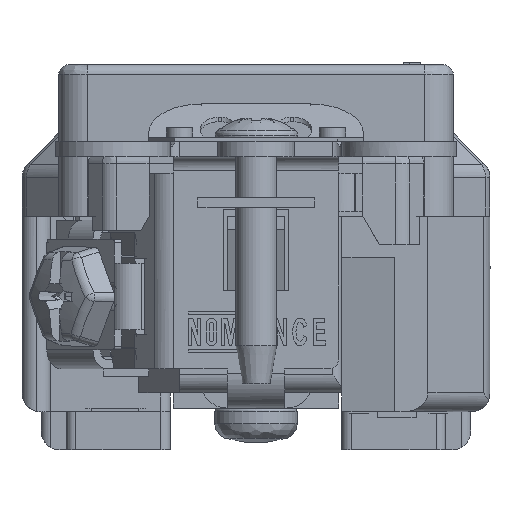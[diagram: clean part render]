
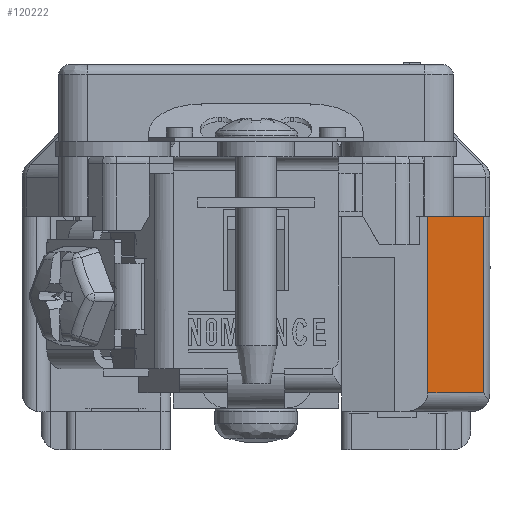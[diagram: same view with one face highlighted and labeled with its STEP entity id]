
A CAD part, front view. The second image highlights one B-rep face of the part: STEP entity #120222.
In plain terms, the highlighted planar face has unit normal (0.766, -0.643, 0).
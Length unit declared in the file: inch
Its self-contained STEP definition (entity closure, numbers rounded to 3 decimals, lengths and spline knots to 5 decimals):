
#2048 = EDGE_LOOP ( 'NONE', ( #122767, #64621, #210174, #113567 ) ) ;
#3611 = CARTESIAN_POINT ( 'NONE',  ( 0.80516, -0.99975, 0.4395 ) ) ;
#4696 = CARTESIAN_POINT ( 'NONE',  ( 0.74374, -1.07295, -0.258 ) ) ;
#16812 = LINE ( 'NONE', #105774, #51170 ) ;
#17169 = EDGE_CURVE ( 'NONE', #187539, #164078, #16812, .T. ) ;
#42911 = DIRECTION ( 'NONE',  ( 0.643, 0.766, 0. ) ) ;
#46418 = CARTESIAN_POINT ( 'NONE',  ( 0.56246, -1.289, 0.4395 ) ) ;
#51170 = VECTOR ( 'NONE', #70082, 39.37008 ) ;
#58156 = EDGE_CURVE ( 'NONE', #164078, #203891, #207746, .T. ) ;
#60070 = VECTOR ( 'NONE', #135326, 39.37008 ) ;
#64621 = ORIENTED_EDGE ( 'NONE', *, *, #58156, .F. ) ;
#70082 = DIRECTION ( 'NONE',  ( -0.643, -0.766, 0. ) ) ;
#72599 = VECTOR ( 'NONE', #218566, 39.37008 ) ;
#74548 = DIRECTION ( 'NONE',  ( 0.643, 0.766, 0. ) ) ;
#83949 = AXIS2_PLACEMENT_3D ( 'NONE', #3611, #92401, #74548 ) ;
#84994 = EDGE_CURVE ( 'NONE', #203891, #120472, #206583, .T. ) ;
#92401 = DIRECTION ( 'NONE',  ( -0.766, 0.643, 0. ) ) ;
#92790 = CARTESIAN_POINT ( 'NONE',  ( 0.74374, -1.07295, 0.4395 ) ) ;
#105774 = CARTESIAN_POINT ( 'NONE',  ( 1.61061, -0.03985, -0.258 ) ) ;
#113567 = ORIENTED_EDGE ( 'NONE', *, *, #119545, .F. ) ;
#113980 = CARTESIAN_POINT ( 'NONE',  ( 0.56246, -1.289, -0.258 ) ) ;
#119545 = EDGE_CURVE ( 'NONE', #120472, #187539, #146253, .T. ) ;
#120222 = ADVANCED_FACE ( 'NONE', ( #158991 ), #233660, .F. ) ;
#120472 = VERTEX_POINT ( 'NONE', #175373 ) ;
#122767 = ORIENTED_EDGE ( 'NONE', *, *, #84994, .F. ) ;
#135326 = DIRECTION ( 'NONE',  ( 0., 0., 1. ) ) ;
#146253 = LINE ( 'NONE', #92790, #72599 ) ;
#150872 = CARTESIAN_POINT ( 'NONE',  ( 0.56246, -1.289, 0.32 ) ) ;
#158991 = FACE_OUTER_BOUND ( 'NONE', #2048, .T. ) ;
#164078 = VERTEX_POINT ( 'NONE', #113980 ) ;
#175373 = CARTESIAN_POINT ( 'NONE',  ( 0.74374, -1.07295, 0.32 ) ) ;
#187539 = VERTEX_POINT ( 'NONE', #4696 ) ;
#191850 = CARTESIAN_POINT ( 'NONE',  ( 0.56246, -1.289, 0.32 ) ) ;
#203891 = VERTEX_POINT ( 'NONE', #191850 ) ;
#204057 = VECTOR ( 'NONE', #42911, 39.37008 ) ;
#206583 = LINE ( 'NONE', #150872, #204057 ) ;
#207746 = LINE ( 'NONE', #46418, #60070 ) ;
#210174 = ORIENTED_EDGE ( 'NONE', *, *, #17169, .F. ) ;
#218566 = DIRECTION ( 'NONE',  ( 0., 0., -1. ) ) ;
#233660 = PLANE ( 'NONE',  #83949 ) ;
